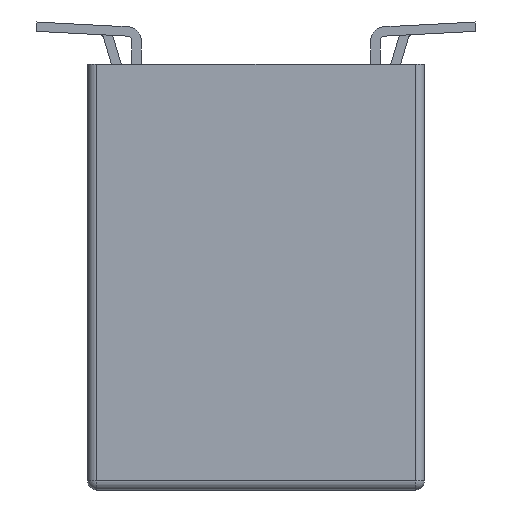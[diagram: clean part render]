
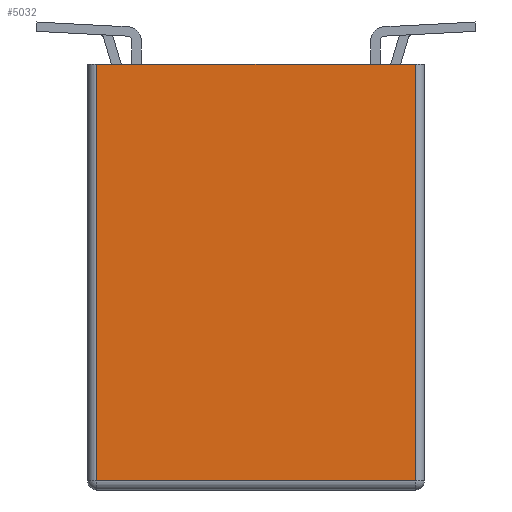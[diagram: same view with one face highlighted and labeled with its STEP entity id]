
A CAD part, left-side view. The second image highlights one B-rep face of the part: STEP entity #5032.
In plain terms, the highlighted planar face has unit normal (-1, 0, 0).
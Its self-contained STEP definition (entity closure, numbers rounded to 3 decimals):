
#164=DIRECTION('',(0.,-1.,0.));
#165=VECTOR('',#164,6.8);
#166=CARTESIAN_POINT('',(-7.3,3.4,0.));
#167=LINE('',#166,#165);
#1842=DIRECTION('',(0.,0.,1.));
#1843=VECTOR('',#1842,8.9);
#1844=CARTESIAN_POINT('',(-7.3,-3.4,-8.9));
#1845=LINE('',#1844,#1843);
#1846=DIRECTION('',(0.,1.,0.));
#1847=VECTOR('',#1846,6.8);
#1848=CARTESIAN_POINT('',(-7.3,-3.4,-8.9));
#1849=LINE('',#1848,#1847);
#1850=DIRECTION('',(0.,0.,1.));
#1851=VECTOR('',#1850,8.9);
#1852=CARTESIAN_POINT('',(-7.3,3.4,-8.9));
#1853=LINE('',#1852,#1851);
#2162=CARTESIAN_POINT('',(-7.3,-3.4,-8.9));
#2163=CARTESIAN_POINT('',(-7.3,-3.4,0.));
#2164=VERTEX_POINT('',#2162);
#2165=VERTEX_POINT('',#2163);
#2166=CARTESIAN_POINT('',(-7.3,3.4,-8.9));
#2167=CARTESIAN_POINT('',(-7.3,3.4,0.));
#2168=VERTEX_POINT('',#2166);
#2169=VERTEX_POINT('',#2167);
#5019=CARTESIAN_POINT('',(-7.3,-3.6,0.));
#5020=DIRECTION('',(-1.,0.,0.));
#5021=DIRECTION('',(0.,1.,0.));
#5022=AXIS2_PLACEMENT_3D('',#5019,#5020,#5021);
#5023=PLANE('',#5022);
#5025=ORIENTED_EDGE('',*,*,#5024,.F.);
#5027=ORIENTED_EDGE('',*,*,#5026,.T.);
#5028=ORIENTED_EDGE('',*,*,#5010,.T.);
#5029=ORIENTED_EDGE('',*,*,#2521,.T.);
#5030=EDGE_LOOP('',(#5025,#5027,#5028,#5029));
#5031=FACE_OUTER_BOUND('',#5030,.F.);
#2521=EDGE_CURVE('',#2169,#2165,#167,.T.);
#5010=EDGE_CURVE('',#2168,#2169,#1853,.T.);
#5024=EDGE_CURVE('',#2164,#2165,#1845,.T.);
#5026=EDGE_CURVE('',#2164,#2168,#1849,.T.);
#5032=ADVANCED_FACE('',(#5031),#5023,.T.);
